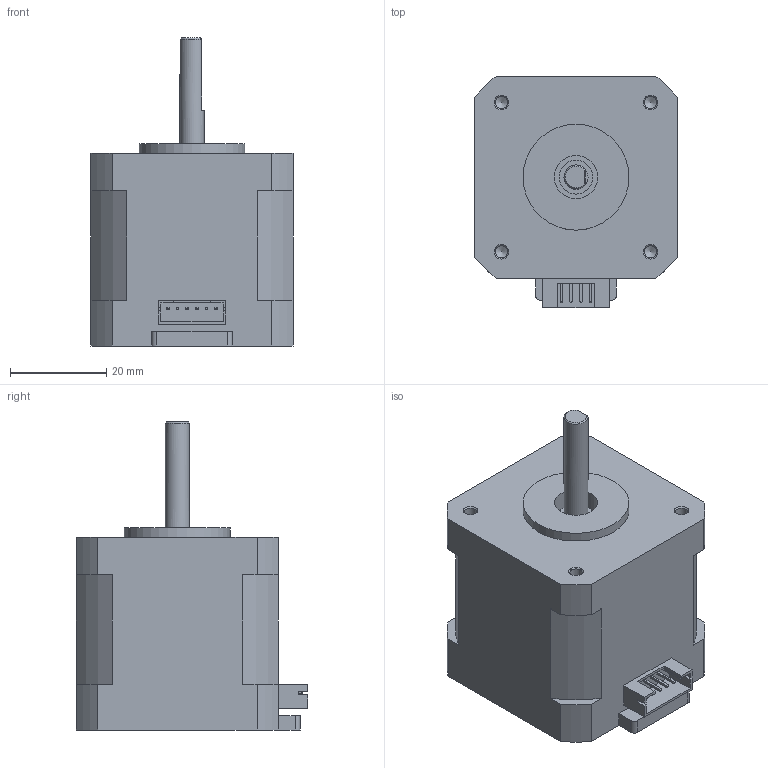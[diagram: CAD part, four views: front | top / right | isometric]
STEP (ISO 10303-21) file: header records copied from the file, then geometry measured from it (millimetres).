
FILE_DESCRIPTION(/* description */ ('STEP AP242','CAx-IF Rec.Pracs.---Representation and Presentation of Product Manufacturing Information (PMI)---4.0---2014-10-13','CAx-IF Rec.Pracs.---3D Tessellated Geometry---0.4---2014-09-14','2;1'),/* implementation_level */ '2;1');
FILE_NAME(/* name */ '651485640a6a954e2c2bd62f',/* time_stamp */ '2023-09-27T19:41:26Z',/* author */ (''),/* organization */ (''),/* preprocessor_version */ 'ST-DEVELOPER v19.4',/* originating_system */ ' ',/* authorisation */ ' ');
FILE_SCHEMA (('AP242_MANAGED_MODEL_BASED_3D_ENGINEERING_MIM_LF { 1 0 10303 442 1 1 4 }'));
Length unit declared in the file: metre
Products named in the file (1): Nema 17 Stepper Motor - 40mm - 1.8deg, 61oz-in v1
Bounding box: 42 x 48.1 x 64 mm (x, y, z)
Volume: 68591.8 mm3; surface area: 11733.8 mm2
Topology: 1 solids, 1 shells, 221 faces, 559 edges, 362 vertices
Faces by surface type: plane 175, cylinder 33, cone 9, torus 4
Full cylindrical faces by diameter (mm): 2.529 x4, 5 x2, 5.5 x4, 6.5 x4, 7 x2, 9 x2, 22 x1
Entity records: 7291 total; most frequent: CARTESIAN_POINT 1230, ORIENTED_EDGE 1026, DIRECTION 999, EDGE_CURVE 513, LINE 375, VECTOR 375, VERTEX_POINT 351, AXIS2_PLACEMENT_3D 312
